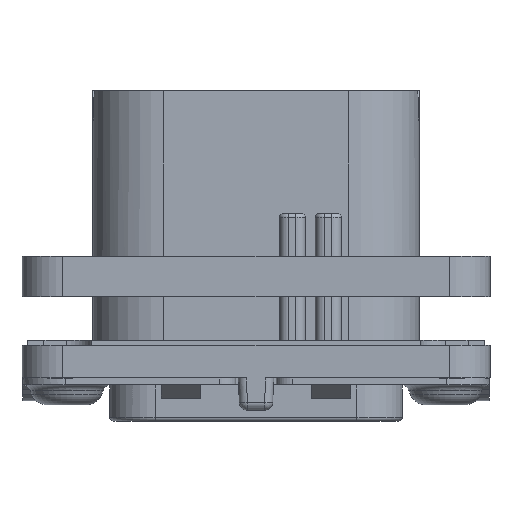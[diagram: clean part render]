
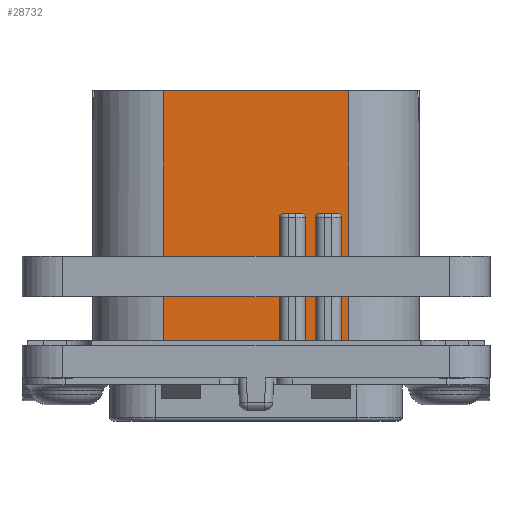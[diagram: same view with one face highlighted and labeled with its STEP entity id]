
A CAD part, front view. The second image highlights one B-rep face of the part: STEP entity #28732.
In plain terms, the highlighted planar face has unit normal (0, -1, 0).
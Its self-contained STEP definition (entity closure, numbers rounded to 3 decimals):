
#1176=DIRECTION('',(1.,0.,0.));
#1177=VECTOR('',#1176,11.4);
#1178=CARTESIAN_POINT('',(-5.7,-9.,17.67));
#1179=LINE('',#1178,#1177);
#5119=DIRECTION('',(1.,0.,0.));
#5120=VECTOR('',#5119,7.14);
#5121=CARTESIAN_POINT('',(-5.7,-9.,2.));
#5122=LINE('',#5121,#5120);
#5131=CARTESIAN_POINT('',(1.69,-9.,9.87));
#5132=DIRECTION('',(0.,1.,0.));
#5133=DIRECTION('',(-1.,0.,0.));
#5134=AXIS2_PLACEMENT_3D('',#5131,#5132,#5133);
#5163=CARTESIAN_POINT('',(2.79,-9.,9.87));
#5164=DIRECTION('',(0.,1.,0.));
#5165=DIRECTION('',(0.,0.,1.));
#5166=AXIS2_PLACEMENT_3D('',#5163,#5164,#5165);
#5176=DIRECTION('',(0.,0.,1.));
#5177=VECTOR('',#5176,7.87);
#5178=CARTESIAN_POINT('',(5.25,-9.,2.));
#5179=LINE('',#5178,#5177);
#5180=DIRECTION('',(1.,0.,0.));
#5181=VECTOR('',#5180,1.1);
#5182=CARTESIAN_POINT('',(3.9,-9.,10.12));
#5183=LINE('',#5182,#5181);
#5184=DIRECTION('',(0.,0.,1.));
#5185=VECTOR('',#5184,7.87);
#5186=CARTESIAN_POINT('',(3.65,-9.,2.));
#5187=LINE('',#5186,#5185);
#5188=DIRECTION('',(0.,0.,1.));
#5189=VECTOR('',#5188,7.87);
#5190=CARTESIAN_POINT('',(3.04,-9.,2.));
#5191=LINE('',#5190,#5189);
#5192=DIRECTION('',(1.,0.,0.));
#5193=VECTOR('',#5192,1.1);
#5194=CARTESIAN_POINT('',(1.69,-9.,10.12));
#5195=LINE('',#5194,#5193);
#5196=DIRECTION('',(0.,0.,1.));
#5197=VECTOR('',#5196,7.87);
#5198=CARTESIAN_POINT('',(1.44,-9.,2.));
#5199=LINE('',#5198,#5197);
#5200=DIRECTION('',(0.,0.,-1.));
#5201=VECTOR('',#5200,15.67);
#5202=CARTESIAN_POINT('',(-5.7,-9.,17.67));
#5203=LINE('',#5202,#5201);
#5204=DIRECTION('',(0.,0.,-1.));
#5205=VECTOR('',#5204,15.67);
#5206=CARTESIAN_POINT('',(5.7,-9.,17.67));
#5207=LINE('',#5206,#5205);
#5221=CARTESIAN_POINT('',(5.,-9.,9.87));
#5222=DIRECTION('',(0.,1.,0.));
#5223=DIRECTION('',(0.,0.,1.));
#5224=AXIS2_PLACEMENT_3D('',#5221,#5222,#5223);
#5263=CARTESIAN_POINT('',(3.9,-9.,9.87));
#5264=DIRECTION('',(0.,1.,0.));
#5265=DIRECTION('',(-1.,0.,0.));
#5266=AXIS2_PLACEMENT_3D('',#5263,#5264,#5265);
#5354=DIRECTION('',(1.,0.,0.));
#5355=VECTOR('',#5354,0.45);
#5356=CARTESIAN_POINT('',(5.25,-9.,2.));
#5357=LINE('',#5356,#5355);
#11398=DIRECTION('',(1.,0.,0.));
#11399=VECTOR('',#11398,0.61);
#11400=CARTESIAN_POINT('',(3.04,-9.,2.));
#11401=LINE('',#11400,#11399);
#18342=CARTESIAN_POINT('',(-5.7,-9.,17.67));
#18343=CARTESIAN_POINT('',(-5.7,-9.,2.));
#18344=VERTEX_POINT('',#18342);
#18345=VERTEX_POINT('',#18343);
#18346=CARTESIAN_POINT('',(5.7,-9.,17.67));
#18347=CARTESIAN_POINT('',(5.7,-9.,2.));
#18348=VERTEX_POINT('',#18346);
#18349=VERTEX_POINT('',#18347);
#18504=CARTESIAN_POINT('',(1.44,-9.,2.));
#18505=VERTEX_POINT('',#18504);
#18506=CARTESIAN_POINT('',(3.04,-9.,2.));
#18507=CARTESIAN_POINT('',(3.65,-9.,2.));
#18508=VERTEX_POINT('',#18506);
#18509=VERTEX_POINT('',#18507);
#18510=CARTESIAN_POINT('',(5.25,-9.,2.));
#18511=VERTEX_POINT('',#18510);
#20983=CARTESIAN_POINT('',(3.04,-9.,9.87));
#20985=VERTEX_POINT('',#20983);
#20987=CARTESIAN_POINT('',(2.79,-9.,10.12));
#20989=VERTEX_POINT('',#20987);
#21010=CARTESIAN_POINT('',(1.69,-9.,10.12));
#21011=VERTEX_POINT('',#21010);
#21012=CARTESIAN_POINT('',(1.44,-9.,9.87));
#21013=VERTEX_POINT('',#21012);
#21015=CARTESIAN_POINT('',(5.25,-9.,9.87));
#21017=VERTEX_POINT('',#21015);
#21019=CARTESIAN_POINT('',(5.,-9.,10.12));
#21021=VERTEX_POINT('',#21019);
#21022=CARTESIAN_POINT('',(3.9,-9.,10.12));
#21024=VERTEX_POINT('',#21022);
#21026=CARTESIAN_POINT('',(3.65,-9.,9.87));
#21028=VERTEX_POINT('',#21026);
#28702=CARTESIAN_POINT('',(-10.05,-9.,2.));
#28703=DIRECTION('',(0.,-1.,0.));
#28704=DIRECTION('',(1.,0.,0.));
#28705=AXIS2_PLACEMENT_3D('',#28702,#28703,#28704);
#28706=PLANE('',#28705);
#28708=ORIENTED_EDGE('',*,*,#28707,.T.);
#28710=ORIENTED_EDGE('',*,*,#28709,.F.);
#28712=ORIENTED_EDGE('',*,*,#28711,.F.);
#28714=ORIENTED_EDGE('',*,*,#28713,.F.);
#28716=ORIENTED_EDGE('',*,*,#28715,.F.);
#28718=ORIENTED_EDGE('',*,*,#28717,.F.);
#28719=ORIENTED_EDGE('',*,*,#28693,.T.);
#28720=ORIENTED_EDGE('',*,*,#28682,.F.);
#28721=ORIENTED_EDGE('',*,*,#28667,.F.);
#28722=ORIENTED_EDGE('',*,*,#28648,.F.);
#28723=ORIENTED_EDGE('',*,*,#28633,.F.);
#28724=ORIENTED_EDGE('',*,*,#28618,.F.);
#28725=ORIENTED_EDGE('',*,*,#23057,.F.);
#28726=ORIENTED_EDGE('',*,*,#23242,.T.);
#28727=ORIENTED_EDGE('',*,*,#23500,.T.);
#28729=ORIENTED_EDGE('',*,*,#28728,.F.);
#28730=EDGE_LOOP('',(#28708,#28710,#28712,#28714,#28716,#28718,#28719,#28720,
#28721,#28722,#28723,#28724,#28725,#28726,#28727,#28729));
#28731=FACE_OUTER_BOUND('',#28730,.F.);
#28732=ADVANCED_FACE('',(#28731),#28706,.T.);
#5135=CIRCLE('',#5134,0.25);
#5167=CIRCLE('',#5166,0.25);
#5225=CIRCLE('',#5224,0.25);
#5267=CIRCLE('',#5266,0.25);
#23057=EDGE_CURVE('',#18344,#18345,#5203,.T.);
#23242=EDGE_CURVE('',#18344,#18348,#1179,.T.);
#23500=EDGE_CURVE('',#18348,#18349,#5207,.T.);
#28618=EDGE_CURVE('',#18345,#18505,#5122,.T.);
#28633=EDGE_CURVE('',#18505,#21013,#5199,.T.);
#28648=EDGE_CURVE('',#21013,#21011,#5135,.T.);
#28667=EDGE_CURVE('',#21011,#20989,#5195,.T.);
#28682=EDGE_CURVE('',#20989,#20985,#5167,.T.);
#28693=EDGE_CURVE('',#18508,#20985,#5191,.T.);
#28707=EDGE_CURVE('',#18511,#21017,#5179,.T.);
#28709=EDGE_CURVE('',#21021,#21017,#5225,.T.);
#28711=EDGE_CURVE('',#21024,#21021,#5183,.T.);
#28713=EDGE_CURVE('',#21028,#21024,#5267,.T.);
#28715=EDGE_CURVE('',#18509,#21028,#5187,.T.);
#28717=EDGE_CURVE('',#18508,#18509,#11401,.T.);
#28728=EDGE_CURVE('',#18511,#18349,#5357,.T.);
